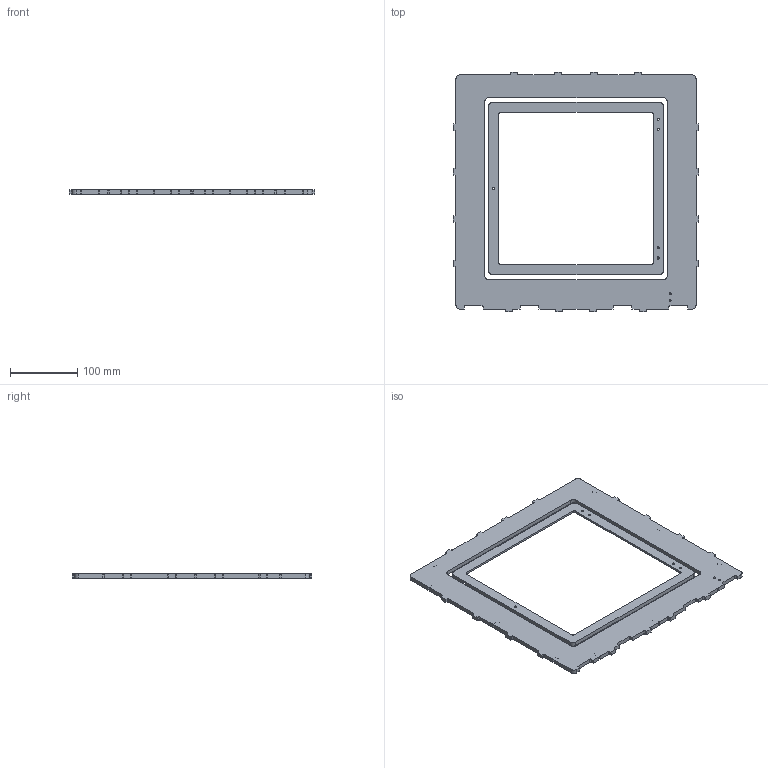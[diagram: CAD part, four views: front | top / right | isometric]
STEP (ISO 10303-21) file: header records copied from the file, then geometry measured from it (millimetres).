
FILE_DESCRIPTION(/* description */ (''),/* implementation_level */ '2;1');
FILE_NAME(/* name */ '64010d3f-2189-4836-9d09-80ecc30c2b51.stp',/* time_stamp */ '2017-12-18T17:47:25+00:00',/* author */ (''),/* organization */ (''),/* preprocessor_version */ 'ST-DEVELOPER v16.13',/* originating_system */ 'Autodesk Translation Framework v6.5.0.72',/* authorisation */ '');
FILE_SCHEMA (('AUTOMOTIVE_DESIGN { 1 0 10303 214 3 1 1 }'));
Length unit declared in the file: millimetre
Products named in the file (2): xBot Top Medium; Door
Assembly tree (1 placements, depth 2):
  xBot Top Medium
    Door
Bounding box: 364.2 x 355.6 x 6 mm (x, y, z)
Volume: 374035.8 mm3; surface area: 160442.6 mm2
Topology: 2 solids, 2 shells, 346 faces, 998 edges, 666 vertices
Faces by surface type: plane 206, cylinder 140
Full cylindrical faces by diameter (mm): 3.1 x2, 3.2 x5, 4.1 x5, 8 x2, 12 x2
Entity records: 11515 total; most frequent: CARTESIAN_POINT 2013, ORIENTED_EDGE 1996, DIRECTION 1978, EDGE_CURVE 998, LINE 716, VECTOR 716, VERTEX_POINT 666, AXIS2_PLACEMENT_3D 631
